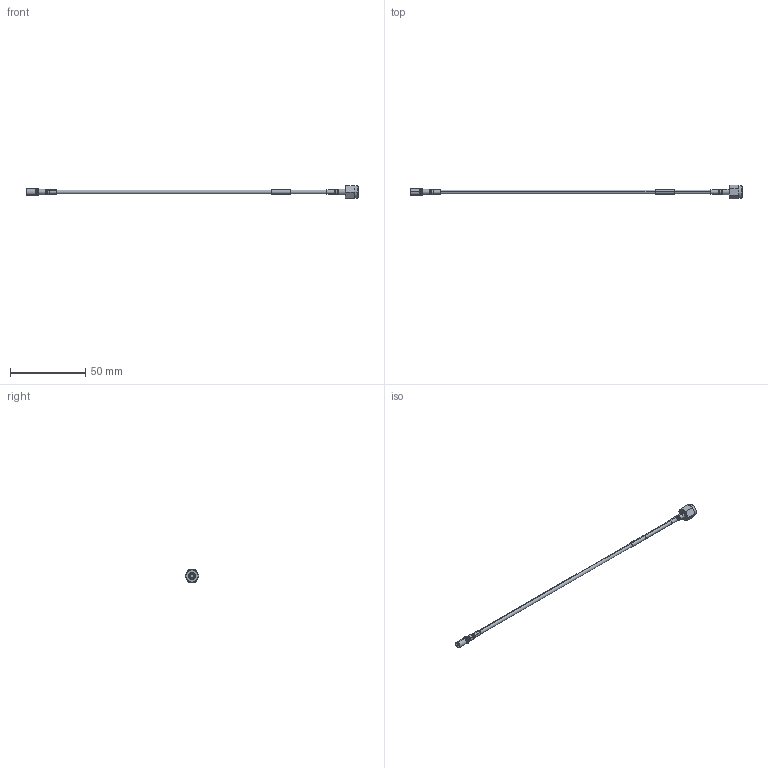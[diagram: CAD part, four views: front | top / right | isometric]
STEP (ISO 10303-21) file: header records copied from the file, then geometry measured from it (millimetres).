
FILE_DESCRIPTION (( 'STEP AP214' ), '1' );
FILE_NAME ('FMCA9744_3D.step', '2024-02-21T16:16:56', ( '' ), ( '' ), 'SwSTEP 2.0', 'SolidWorks 2022', '' );
FILE_SCHEMA (( 'AUTOMOTIVE_DESIGN' ));
Length unit declared in the file: inch
Products named in the file (6): PE4005; PE45540; FMCA9744_3D; 1AW01-003_.110 ID; PE-P086HF_8 in Length; CA-PE-P086_2_Heatshrink_LONG
Assembly tree (6 placements, depth 2):
  FMCA9744_3D
    PE-P086HF_8 in Length
    1AW01-003_.110 ID
    PE4005
    PE45540
    CA-PE-P086_2_Heatshrink_LONG  x2
Bounding box: 220.04 x 9.24 x 8 mm (x, y, z)
Volume: 1616.4 mm3; surface area: 3086.5 mm2
Topology: 6 solids, 6 shells, 155 faces, 313 edges, 179 vertices
Faces by surface type: cylinder 54, cone 50, plane 29, torus 22
Entity records: 4415 total; most frequent: CARTESIAN_POINT 706, DIRECTION 678, ORIENTED_EDGE 538, AXIS2_PLACEMENT_3D 295, EDGE_CURVE 269, VERTEX_POINT 155, CIRCLE 153, EDGE_LOOP 148
